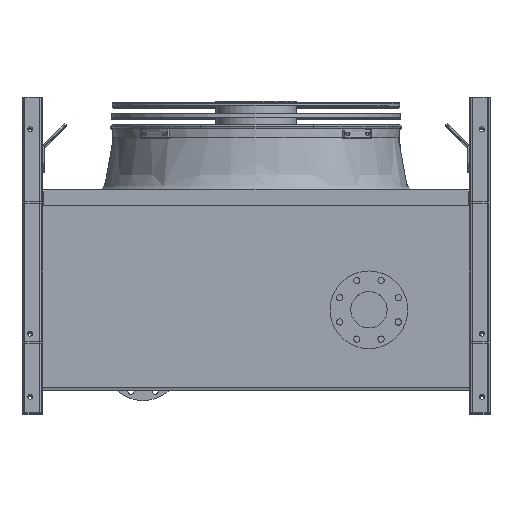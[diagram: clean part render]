
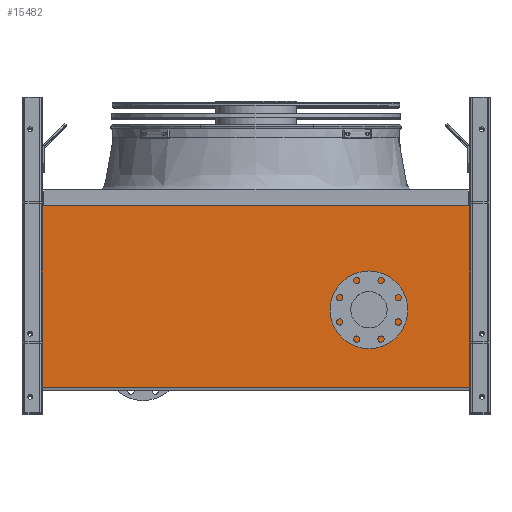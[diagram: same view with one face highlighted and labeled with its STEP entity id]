
A CAD part, top view. The second image highlights one B-rep face of the part: STEP entity #15482.
In plain terms, the highlighted planar face has unit normal (0, 0, 1).
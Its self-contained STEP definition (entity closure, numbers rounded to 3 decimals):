
#38 = VECTOR ( 'NONE', #12140, 1000. ) ;
#765 = CARTESIAN_POINT ( 'NONE',  ( -605., 515., 240. ) ) ;
#919 = VECTOR ( 'NONE', #2742, 1000. ) ;
#1769 = DIRECTION ( 'NONE',  ( 1., 0., 0. ) ) ;
#1823 = EDGE_CURVE ( 'NONE', #8940, #11937, #14554, .T. ) ;
#1925 = EDGE_CURVE ( 'NONE', #11937, #12220, #6530, .T. ) ;
#2025 = EDGE_LOOP ( 'NONE', ( #23021 ) ) ;
#2074 = PLANE ( 'NONE',  #4675 ) ;
#2213 = CARTESIAN_POINT ( 'NONE',  ( 0., 0., 240. ) ) ;
#2742 = DIRECTION ( 'NONE',  ( 1., 0., 0. ) ) ;
#2896 = CARTESIAN_POINT ( 'NONE',  ( -605., 0., 240. ) ) ;
#3808 = DIRECTION ( 'NONE',  ( 0., -1., 0. ) ) ;
#3836 = CARTESIAN_POINT ( 'NONE',  ( -605., 515., 240. ) ) ;
#4016 = CARTESIAN_POINT ( 'NONE',  ( 374., 220., 240. ) ) ;
#4090 = DIRECTION ( 'NONE',  ( 0., 0., 1. ) ) ;
#4170 = CARTESIAN_POINT ( 'NONE',  ( 605., 515., 240. ) ) ;
#4533 = VECTOR ( 'NONE', #3808, 1000. ) ;
#4593 = EDGE_CURVE ( 'NONE', #12157, #12157, #11067, .T. ) ;
#4675 = AXIS2_PLACEMENT_3D ( 'NONE', #2213, #4090, #1769 ) ;
#5614 = AXIS2_PLACEMENT_3D ( 'NONE', #7501, #7474, #7453 ) ;
#6530 = LINE ( 'NONE', #2896, #919 ) ;
#7401 = EDGE_CURVE ( 'NONE', #8488, #8940, #14605, .T. ) ;
#7433 = EDGE_CURVE ( 'NONE', #12220, #8488, #18757, .T. ) ;
#7453 = DIRECTION ( 'NONE',  ( 1., 0., 0. ) ) ;
#7474 = DIRECTION ( 'NONE',  ( 0., 0., 1. ) ) ;
#7501 = CARTESIAN_POINT ( 'NONE',  ( 320., 220., 240. ) ) ;
#8488 = VERTEX_POINT ( 'NONE', #4170 ) ;
#8940 = VERTEX_POINT ( 'NONE', #765 ) ;
#8964 = ORIENTED_EDGE ( 'NONE', *, *, #7401, .T. ) ;
#11067 = CIRCLE ( 'NONE', #5614, 54. ) ;
#11793 = DIRECTION ( 'NONE',  ( 0., 1., 0. ) ) ;
#11821 = CARTESIAN_POINT ( 'NONE',  ( 605., 0., 240. ) ) ;
#11937 = VERTEX_POINT ( 'NONE', #22240 ) ;
#12140 = DIRECTION ( 'NONE',  ( -1., 0., 0. ) ) ;
#12157 = VERTEX_POINT ( 'NONE', #4016 ) ;
#12162 = CARTESIAN_POINT ( 'NONE',  ( 605., 515., 240. ) ) ;
#12220 = VERTEX_POINT ( 'NONE', #17580 ) ;
#14043 = VECTOR ( 'NONE', #11793, 1000. ) ;
#14554 = LINE ( 'NONE', #3836, #4533 ) ;
#14605 = LINE ( 'NONE', #12162, #38 ) ;
#14952 = EDGE_LOOP ( 'NONE', ( #21921, #17805, #22474, #8964 ) ) ;
#15482 = ADVANCED_FACE ( 'NONE', ( #23314, #22207 ), #2074, .T. ) ;
#17580 = CARTESIAN_POINT ( 'NONE',  ( 605., 0., 240. ) ) ;
#17805 = ORIENTED_EDGE ( 'NONE', *, *, #1925, .T. ) ;
#18757 = LINE ( 'NONE', #11821, #14043 ) ;
#21921 = ORIENTED_EDGE ( 'NONE', *, *, #1823, .T. ) ;
#22207 = FACE_BOUND ( 'NONE', #2025, .T. ) ;
#22240 = CARTESIAN_POINT ( 'NONE',  ( -605., 0., 240. ) ) ;
#22474 = ORIENTED_EDGE ( 'NONE', *, *, #7433, .T. ) ;
#23021 = ORIENTED_EDGE ( 'NONE', *, *, #4593, .F. ) ;
#23314 = FACE_OUTER_BOUND ( 'NONE', #14952, .T. ) ;
